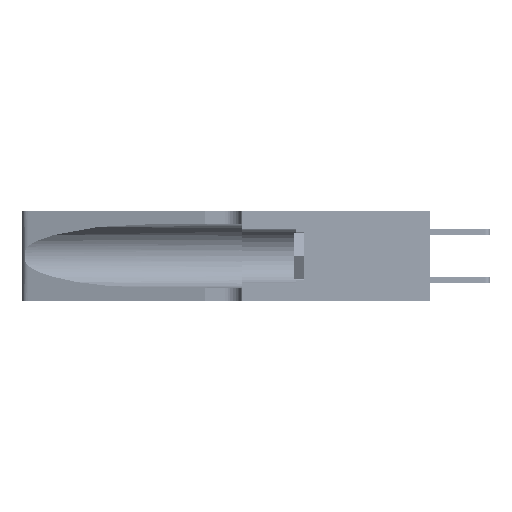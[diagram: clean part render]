
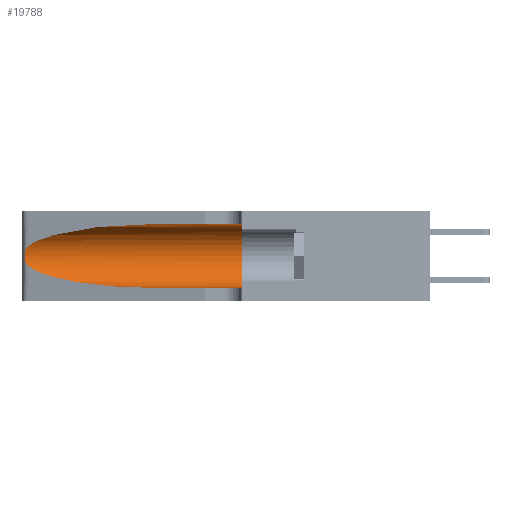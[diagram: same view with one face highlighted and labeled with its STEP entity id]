
A CAD part, left-side view. The second image highlights one B-rep face of the part: STEP entity #19788.
In plain terms, the highlighted cylindrical face has radius 3.308 mm (diameter 6.617 mm), a partial arc.
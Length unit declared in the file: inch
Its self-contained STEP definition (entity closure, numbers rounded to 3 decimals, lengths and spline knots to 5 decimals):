
#1063 = EDGE_CURVE ( 'NONE', #4311, #37866, #8410, .T. ) ;
#1746 = CARTESIAN_POINT ( 'NONE',  ( 0.1305, 0.35, 0.05475 ) ) ;
#4188 = AXIS2_PLACEMENT_3D ( 'NONE', #15512, #22845, #40504 ) ;
#4284 = LINE ( 'NONE', #21649, #45585 ) ;
#4311 = VERTEX_POINT ( 'NONE', #21035 ) ;
#4977 = CARTESIAN_POINT ( 'NONE',  ( 0.25854, 1.2359, 0.20912 ) ) ;
#5278 = CARTESIAN_POINT ( 'NONE',  ( 0.25856, 1.23593, 0.16098 ) ) ;
#5438 = CARTESIAN_POINT ( 'NONE',  ( 0.26017, 1.23833, 0.17102 ) ) ;
#5930 = EDGE_CURVE ( 'NONE', #11128, #16115, #30376, .T. ) ;
#7995 = CARTESIAN_POINT ( 'NONE',  ( 0.2373, 1.15595, 0.28018 ) ) ;
#8100 = VERTEX_POINT ( 'NONE', #33014 ) ;
#8115 = DIRECTION ( 'NONE',  ( 0., 0., 1. ) ) ;
#8410 = CIRCLE ( 'NONE', #23077, 0.13025 ) ;
#8717 = CARTESIAN_POINT ( 'NONE',  ( 0.25639, 1.23184, 0.21858 ) ) ;
#9653 = EDGE_CURVE ( 'NONE', #8100, #37866, #23856, .T. ) ;
#11128 = VERTEX_POINT ( 'NONE', #31777 ) ;
#11699 = CYLINDRICAL_SURFACE ( 'NONE', #4188, 0.13025 ) ;
#11726 = CARTESIAN_POINT ( 'NONE',  ( 0.18966, 0.96281, 0.31525 ) ) ;
#12369 = EDGE_CURVE ( 'NONE', #16115, #26738, #19222, .T. ) ;
#14363 = VECTOR ( 'NONE', #34702, 39.37008 ) ;
#15124 = CARTESIAN_POINT ( 'NONE',  ( 0.1305, 0.35, 0.185 ) ) ;
#15269 = CARTESIAN_POINT ( 'NONE',  ( 0.18966, 0.96281, 0.05475 ) ) ;
#15512 = CARTESIAN_POINT ( 'NONE',  ( 0.1305, 1.61858, 0.185 ) ) ;
#16115 = VERTEX_POINT ( 'NONE', #37282 ) ;
#16167 = FACE_OUTER_BOUND ( 'NONE', #35152, .T. ) ;
#18233 = DIRECTION ( 'NONE',  ( 0., -1., 0. ) ) ;
#19222 = B_SPLINE_CURVE_WITH_KNOTS ( 'NONE', 3,
 ( #41199, #44620, #8717, #26824, #4977, #33693, #19491, #26670, #5438, #5278, #26984, #33838, #30411, #33999 ),
 .UNSPECIFIED., .F., .F.,
 ( 4, 2, 2, 2, 2, 2, 4 ),
 ( 0., 0.00027, 0.00053, 0.00107, 0.0016, 0.00187, 0.00214 ),
 .UNSPECIFIED. ) ;
#19491 = CARTESIAN_POINT ( 'NONE',  ( 0.26075, 1.23896, 0.19203 ) ) ;
#19788 = ADVANCED_FACE ( 'NONE', ( #16167 ), #11699, .F. ) ;
#21035 = CARTESIAN_POINT ( 'NONE',  ( 0.1305, 0.35, 0.31525 ) ) ;
#21649 = CARTESIAN_POINT ( 'NONE',  ( 0.1305, 1.61858, 0.31525 ) ) ;
#21848 = CARTESIAN_POINT ( 'NONE',  ( 0.1305, 0.72297, 0.05475 ) ) ;
#22148 = CARTESIAN_POINT ( 'NONE',  ( 0.25487, 1.22718, 0.14631 ) ) ;
#22845 = DIRECTION ( 'NONE',  ( 0., -1., 0. ) ) ;
#23077 = AXIS2_PLACEMENT_3D ( 'NONE', #15124, #40131, #8115 ) ;
#23856 = LINE ( 'NONE', #24244, #14363 ) ;
#24244 = CARTESIAN_POINT ( 'NONE',  ( 0.1305, 1.61858, 0.05475 ) ) ;
#26187 = ORIENTED_EDGE ( 'NONE', *, *, #9653, .T. ) ;
#26670 = CARTESIAN_POINT ( 'NONE',  ( 0.26075, 1.23896, 0.178 ) ) ;
#26738 = VERTEX_POINT ( 'NONE', #34109 ) ;
#26824 = CARTESIAN_POINT ( 'NONE',  ( 0.25787, 1.23484, 0.2124 ) ) ;
#26984 = CARTESIAN_POINT ( 'NONE',  ( 0.25789, 1.23486, 0.15765 ) ) ;
#28276 = ORIENTED_EDGE ( 'NONE', *, *, #12369, .T. ) ;
#28286 = ORIENTED_EDGE ( 'NONE', *, *, #5930, .T. ) ;
#29091 = CARTESIAN_POINT ( 'NONE',  ( 0.1305, 0.72297, 0.31525 ) ) ;
#29094 = ORIENTED_EDGE ( 'NONE', *, *, #39990, .F. ) ;
#30320 = ORIENTED_EDGE ( 'NONE', *, *, #1063, .F. ) ;
#30376 =( BOUNDED_CURVE ( )  B_SPLINE_CURVE ( 3, ( #29091, #11726, #7995, #36536 ),
 .UNSPECIFIED., .F., .T. ) 
 B_SPLINE_CURVE_WITH_KNOTS ( ( 4, 4 ),
 ( 1.5708, 2.84003 ),
 .UNSPECIFIED. ) 
 CURVE ( )  GEOMETRIC_REPRESENTATION_ITEM ( )  RATIONAL_B_SPLINE_CURVE ( ( 1., 0.87, 0.87, 1. ) ) 
 REPRESENTATION_ITEM ( '' )  );
#30411 = CARTESIAN_POINT ( 'NONE',  ( 0.25555, 1.22993, 0.14849 ) ) ;
#31777 = CARTESIAN_POINT ( 'NONE',  ( 0.1305, 0.72297, 0.31525 ) ) ;
#32390 =( BOUNDED_CURVE ( )  B_SPLINE_CURVE ( 3, ( #22148, #36646, #15269, #21848 ),
 .UNSPECIFIED., .F., .F. ) 
 B_SPLINE_CURVE_WITH_KNOTS ( ( 4, 4 ),
 ( 3.44316, 4.71239 ),
 .UNSPECIFIED. ) 
 CURVE ( )  GEOMETRIC_REPRESENTATION_ITEM ( )  RATIONAL_B_SPLINE_CURVE ( ( 1., 0.87, 0.87, 1. ) ) 
 REPRESENTATION_ITEM ( '' )  );
#33014 = CARTESIAN_POINT ( 'NONE',  ( 0.1305, 0.72297, 0.05475 ) ) ;
#33693 = CARTESIAN_POINT ( 'NONE',  ( 0.26018, 1.23835, 0.19895 ) ) ;
#33838 = CARTESIAN_POINT ( 'NONE',  ( 0.25639, 1.23186, 0.15144 ) ) ;
#33999 = CARTESIAN_POINT ( 'NONE',  ( 0.25487, 1.22718, 0.14631 ) ) ;
#34109 = CARTESIAN_POINT ( 'NONE',  ( 0.25487, 1.22718, 0.14631 ) ) ;
#34702 = DIRECTION ( 'NONE',  ( 0., -1., 0. ) ) ;
#35152 = EDGE_LOOP ( 'NONE', ( #28286, #28276, #38955, #26187, #30320, #29094 ) ) ;
#35961 = EDGE_CURVE ( 'NONE', #26738, #8100, #32390, .T. ) ;
#36536 = CARTESIAN_POINT ( 'NONE',  ( 0.25487, 1.22718, 0.22369 ) ) ;
#36646 = CARTESIAN_POINT ( 'NONE',  ( 0.2373, 1.15595, 0.08982 ) ) ;
#37282 = CARTESIAN_POINT ( 'NONE',  ( 0.25487, 1.22718, 0.22369 ) ) ;
#37866 = VERTEX_POINT ( 'NONE', #1746 ) ;
#38955 = ORIENTED_EDGE ( 'NONE', *, *, #35961, .T. ) ;
#39990 = EDGE_CURVE ( 'NONE', #11128, #4311, #4284, .T. ) ;
#40131 = DIRECTION ( 'NONE',  ( 0., 1., 0. ) ) ;
#40504 = DIRECTION ( 'NONE',  ( 0., 0., -1. ) ) ;
#41199 = CARTESIAN_POINT ( 'NONE',  ( 0.25487, 1.22718, 0.22369 ) ) ;
#44620 = CARTESIAN_POINT ( 'NONE',  ( 0.25555, 1.22994, 0.2215 ) ) ;
#45585 = VECTOR ( 'NONE', #18233, 39.37008 ) ;
